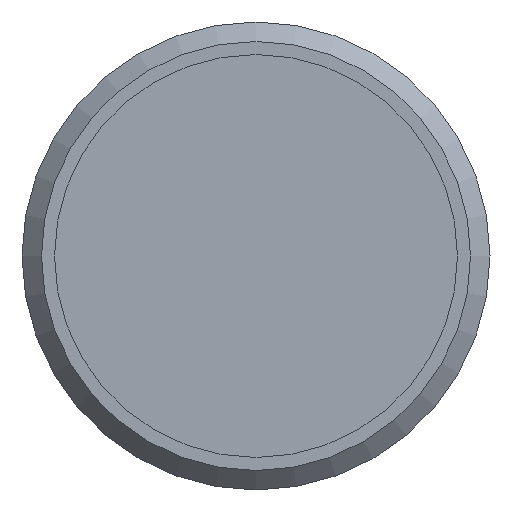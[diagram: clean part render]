
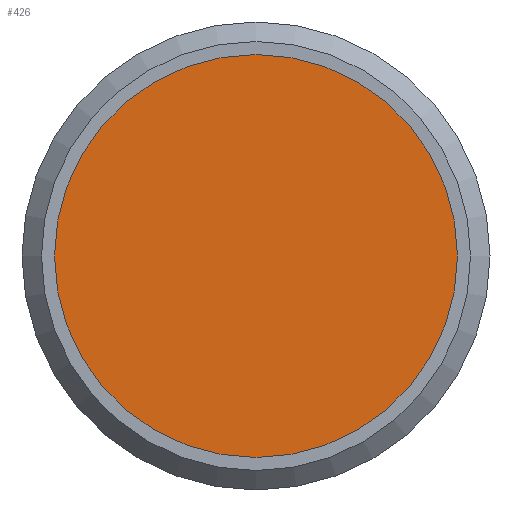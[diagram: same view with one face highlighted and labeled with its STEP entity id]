
A CAD part, front view. The second image highlights one B-rep face of the part: STEP entity #426.
In plain terms, the highlighted planar face has unit normal (0, -1, 0).
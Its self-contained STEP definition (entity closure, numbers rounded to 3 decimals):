
#42=PLANE('',#482);
#56=FACE_OUTER_BOUND('',#84,.T.);
#84=EDGE_LOOP('',(#293));
#150=CIRCLE('',#483,7.75);
#181=VERTEX_POINT('',#688);
#224=EDGE_CURVE('',#181,#181,#150,.T.);
#293=ORIENTED_EDGE('',*,*,#224,.T.);
#426=ADVANCED_FACE('',(#56),#42,.T.);
#482=AXIS2_PLACEMENT_3D('',#687,#560,#561);
#483=AXIS2_PLACEMENT_3D('',#689,#562,#563);
#560=DIRECTION('center_axis',(0.,-1.,0.));
#561=DIRECTION('ref_axis',(0.,0.,-1.));
#562=DIRECTION('center_axis',(0.,-1.,0.));
#563=DIRECTION('ref_axis',(1.,0.,0.));
#687=CARTESIAN_POINT('Origin',(3.875,-12.,0.));
#688=CARTESIAN_POINT('',(-7.75,-12.,0.));
#689=CARTESIAN_POINT('Origin',(0.,-12.,0.));
